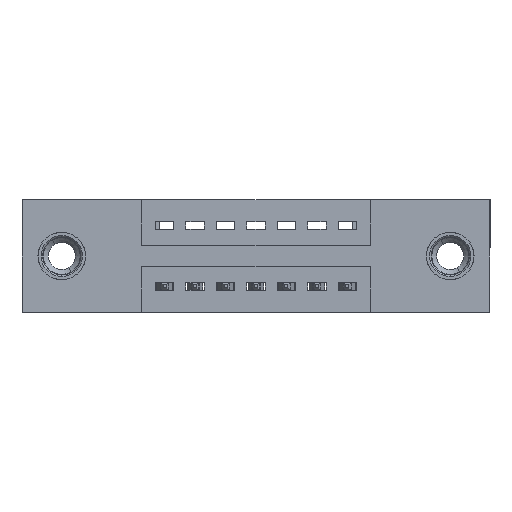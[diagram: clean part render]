
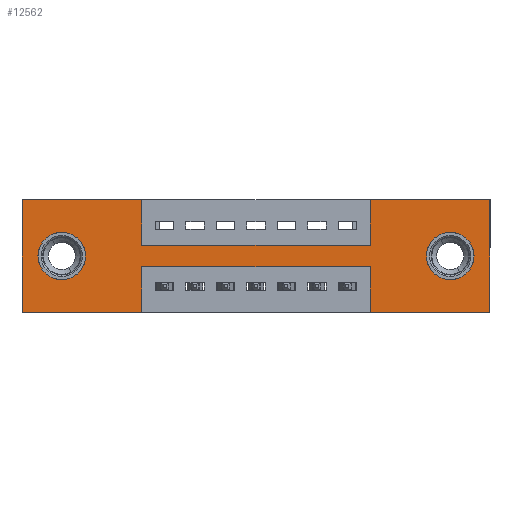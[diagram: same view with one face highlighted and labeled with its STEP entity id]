
A CAD part, front view. The second image highlights one B-rep face of the part: STEP entity #12562.
In plain terms, the highlighted planar face has unit normal (0, -1, 0).
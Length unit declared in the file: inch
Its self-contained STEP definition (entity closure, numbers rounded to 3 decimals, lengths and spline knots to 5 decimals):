
#20 = EDGE_CURVE ( 'NONE', #1939, #2167, #9651, .T. ) ;
#62 = DIRECTION ( 'NONE',  ( 1., 0., 0. ) ) ;
#208 = EDGE_LOOP ( 'NONE', ( #8142, #8431 ) ) ;
#294 = VECTOR ( 'NONE', #3988, 39.37008 ) ;
#316 = CARTESIAN_POINT ( 'NONE',  ( 1.405, 0., -0.107 ) ) ;
#326 = VERTEX_POINT ( 'NONE', #4409 ) ;
#524 = VECTOR ( 'NONE', #1217, 39.37008 ) ;
#726 = ORIENTED_EDGE ( 'NONE', *, *, #3710, .F. ) ;
#815 = AXIS2_PLACEMENT_3D ( 'NONE', #2132, #10064, #8959 ) ;
#819 = DIRECTION ( 'NONE',  ( 0., 1., 0. ) ) ;
#881 = CARTESIAN_POINT ( 'NONE',  ( 0., 0., -0.37 ) ) ;
#1105 = CARTESIAN_POINT ( 'NONE',  ( 0.13, 0., -0.263 ) ) ;
#1130 = CARTESIAN_POINT ( 'NONE',  ( 1.1425, 0., -0.37 ) ) ;
#1198 = EDGE_CURVE ( 'NONE', #3443, #6452, #11935, .T. ) ;
#1217 = DIRECTION ( 'NONE',  ( 0., 0., -1. ) ) ;
#1297 = CARTESIAN_POINT ( 'NONE',  ( 1.1425, 0., -0.15 ) ) ;
#1550 = PLANE ( 'NONE',  #8326 ) ;
#1578 = DIRECTION ( 'NONE',  ( 0., 0., -1. ) ) ;
#1779 = CARTESIAN_POINT ( 'NONE',  ( 1.535, 0., -0.37 ) ) ;
#1823 = CIRCLE ( 'NONE', #8897, 0.078 ) ;
#1917 = VERTEX_POINT ( 'NONE', #316 ) ;
#1939 = VERTEX_POINT ( 'NONE', #4723 ) ;
#1959 = CARTESIAN_POINT ( 'NONE',  ( 1.1425, 0., 0. ) ) ;
#2066 = CARTESIAN_POINT ( 'NONE',  ( 1.1425, 0., -0.37 ) ) ;
#2132 = CARTESIAN_POINT ( 'NONE',  ( 0.13, 0., -0.185 ) ) ;
#2167 = VERTEX_POINT ( 'NONE', #14313 ) ;
#2243 = DIRECTION ( 'NONE',  ( 0., 0., -1. ) ) ;
#2320 = EDGE_CURVE ( 'NONE', #6833, #7298, #3395, .T. ) ;
#2342 = CARTESIAN_POINT ( 'NONE',  ( 0.3925, 0., 0. ) ) ;
#2348 = VERTEX_POINT ( 'NONE', #1105 ) ;
#2795 = CARTESIAN_POINT ( 'NONE',  ( 0.3925, 0., -0.37 ) ) ;
#2814 = CARTESIAN_POINT ( 'NONE',  ( 0.3925, 0., 0. ) ) ;
#2935 = CARTESIAN_POINT ( 'NONE',  ( 1.405, 0., -0.185 ) ) ;
#3066 = ORIENTED_EDGE ( 'NONE', *, *, #9591, .F. ) ;
#3136 = VECTOR ( 'NONE', #9795, 39.37008 ) ;
#3373 = ORIENTED_EDGE ( 'NONE', *, *, #10847, .T. ) ;
#3395 = LINE ( 'NONE', #5716, #524 ) ;
#3443 = VERTEX_POINT ( 'NONE', #2342 ) ;
#3453 = ORIENTED_EDGE ( 'NONE', *, *, #7241, .F. ) ;
#3457 = CIRCLE ( 'NONE', #8221, 0.078 ) ;
#3665 = CARTESIAN_POINT ( 'NONE',  ( 0.3925, 0., -0.15 ) ) ;
#3710 = EDGE_CURVE ( 'NONE', #11295, #3443, #12428, .T. ) ;
#3821 = EDGE_CURVE ( 'NONE', #11899, #11295, #6011, .T. ) ;
#3838 = DIRECTION ( 'NONE',  ( 1., 0., 0. ) ) ;
#3841 = CARTESIAN_POINT ( 'NONE',  ( 1.405, 0., -0.185 ) ) ;
#3988 = DIRECTION ( 'NONE',  ( -1., 0., 0. ) ) ;
#4260 = VECTOR ( 'NONE', #3838, 39.37008 ) ;
#4336 = CARTESIAN_POINT ( 'NONE',  ( 0., 0., -0.37 ) ) ;
#4409 = CARTESIAN_POINT ( 'NONE',  ( 1.1425, 0., -0.22 ) ) ;
#4467 = DIRECTION ( 'NONE',  ( 0., 0., 1. ) ) ;
#4583 = EDGE_CURVE ( 'NONE', #5094, #8678, #5654, .T. ) ;
#4723 = CARTESIAN_POINT ( 'NONE',  ( 0.3925, 0., -0.22 ) ) ;
#4783 = DIRECTION ( 'NONE',  ( 0., 0., 1. ) ) ;
#4861 = VECTOR ( 'NONE', #6133, 39.37008 ) ;
#4939 = LINE ( 'NONE', #7493, #294 ) ;
#5002 = EDGE_CURVE ( 'NONE', #6452, #5094, #9498, .T. ) ;
#5059 = EDGE_CURVE ( 'NONE', #8678, #6833, #5280, .T. ) ;
#5091 = LINE ( 'NONE', #881, #8062 ) ;
#5094 = VERTEX_POINT ( 'NONE', #1297 ) ;
#5280 = LINE ( 'NONE', #5758, #12737 ) ;
#5654 = LINE ( 'NONE', #11915, #7392 ) ;
#5716 = CARTESIAN_POINT ( 'NONE',  ( 1.535, 0., 0. ) ) ;
#5758 = CARTESIAN_POINT ( 'NONE',  ( 0., 0., 0. ) ) ;
#5771 = ORIENTED_EDGE ( 'NONE', *, *, #3821, .F. ) ;
#5831 = EDGE_LOOP ( 'NONE', ( #3373, #14728 ) ) ;
#6011 = LINE ( 'NONE', #10415, #14375 ) ;
#6133 = DIRECTION ( 'NONE',  ( 0., 0., -1. ) ) ;
#6240 = ORIENTED_EDGE ( 'NONE', *, *, #13067, .F. ) ;
#6349 = CARTESIAN_POINT ( 'NONE',  ( 0.3925, 0., -0.15 ) ) ;
#6452 = VERTEX_POINT ( 'NONE', #3665 ) ;
#6644 = VECTOR ( 'NONE', #14031, 39.37008 ) ;
#6741 = DIRECTION ( 'NONE',  ( 0., 1., 0. ) ) ;
#6798 = ORIENTED_EDGE ( 'NONE', *, *, #5002, .F. ) ;
#6833 = VERTEX_POINT ( 'NONE', #12960 ) ;
#6948 = CIRCLE ( 'NONE', #815, 0.078 ) ;
#7046 = EDGE_CURVE ( 'NONE', #8667, #1917, #7256, .T. ) ;
#7080 = CARTESIAN_POINT ( 'NONE',  ( 0.13, 0., -0.107 ) ) ;
#7241 = EDGE_CURVE ( 'NONE', #14450, #326, #14205, .T. ) ;
#7256 = CIRCLE ( 'NONE', #12306, 0.078 ) ;
#7284 = CARTESIAN_POINT ( 'NONE',  ( 0., 0., 0. ) ) ;
#7298 = VERTEX_POINT ( 'NONE', #1779 ) ;
#7392 = VECTOR ( 'NONE', #14539, 39.37008 ) ;
#7493 = CARTESIAN_POINT ( 'NONE',  ( 0.3925, 0., -0.22 ) ) ;
#7509 = EDGE_LOOP ( 'NONE', ( #14179, #14475, #3453, #6240, #14774, #11639, #9807, #6798, #8599, #726, #5771, #3066 ) ) ;
#7985 = FACE_BOUND ( 'NONE', #5831, .T. ) ;
#8062 = VECTOR ( 'NONE', #10978, 39.37008 ) ;
#8142 = ORIENTED_EDGE ( 'NONE', *, *, #11366, .T. ) ;
#8147 = EDGE_CURVE ( 'NONE', #326, #1939, #4939, .T. ) ;
#8221 = AXIS2_PLACEMENT_3D ( 'NONE', #2935, #6741, #2243 ) ;
#8326 = AXIS2_PLACEMENT_3D ( 'NONE', #10985, #9773, #11029 ) ;
#8328 = FACE_OUTER_BOUND ( 'NONE', #7509, .T. ) ;
#8365 = DIRECTION ( 'NONE',  ( 0., 1., 0. ) ) ;
#8431 = ORIENTED_EDGE ( 'NONE', *, *, #11501, .T. ) ;
#8599 = ORIENTED_EDGE ( 'NONE', *, *, #1198, .F. ) ;
#8667 = VERTEX_POINT ( 'NONE', #14169 ) ;
#8678 = VERTEX_POINT ( 'NONE', #1959 ) ;
#8763 = DIRECTION ( 'NONE',  ( 0., 0., 1. ) ) ;
#8897 = AXIS2_PLACEMENT_3D ( 'NONE', #14317, #819, #8763 ) ;
#8959 = DIRECTION ( 'NONE',  ( 0., 0., 1. ) ) ;
#9498 = LINE ( 'NONE', #6349, #3136 ) ;
#9591 = EDGE_CURVE ( 'NONE', #2167, #11899, #5091, .T. ) ;
#9651 = LINE ( 'NONE', #2795, #6644 ) ;
#9773 = DIRECTION ( 'NONE',  ( 0., -1., 0. ) ) ;
#9795 = DIRECTION ( 'NONE',  ( 1., 0., 0. ) ) ;
#9807 = ORIENTED_EDGE ( 'NONE', *, *, #4583, .F. ) ;
#10064 = DIRECTION ( 'NONE',  ( 0., 1., 0. ) ) ;
#10180 = VERTEX_POINT ( 'NONE', #7080 ) ;
#10415 = CARTESIAN_POINT ( 'NONE',  ( 0., 0., 0. ) ) ;
#10640 = LINE ( 'NONE', #4336, #12243 ) ;
#10794 = VECTOR ( 'NONE', #4467, 39.37008 ) ;
#10835 = FACE_BOUND ( 'NONE', #208, .T. ) ;
#10847 = EDGE_CURVE ( 'NONE', #1917, #8667, #3457, .T. ) ;
#10978 = DIRECTION ( 'NONE',  ( -1., 0., 0. ) ) ;
#10985 = CARTESIAN_POINT ( 'NONE',  ( 0., 0., -0.37 ) ) ;
#11029 = DIRECTION ( 'NONE',  ( 0., 0., -1. ) ) ;
#11295 = VERTEX_POINT ( 'NONE', #14065 ) ;
#11366 = EDGE_CURVE ( 'NONE', #10180, #2348, #1823, .T. ) ;
#11501 = EDGE_CURVE ( 'NONE', #2348, #10180, #6948, .T. ) ;
#11639 = ORIENTED_EDGE ( 'NONE', *, *, #5059, .F. ) ;
#11899 = VERTEX_POINT ( 'NONE', #13965 ) ;
#11915 = CARTESIAN_POINT ( 'NONE',  ( 1.1425, 0., 0. ) ) ;
#11935 = LINE ( 'NONE', #2814, #4861 ) ;
#12243 = VECTOR ( 'NONE', #13329, 39.37008 ) ;
#12306 = AXIS2_PLACEMENT_3D ( 'NONE', #3841, #8365, #1578 ) ;
#12428 = LINE ( 'NONE', #7284, #4260 ) ;
#12562 = ADVANCED_FACE ( 'NONE', ( #7985, #10835, #8328 ), #1550, .T. ) ;
#12737 = VECTOR ( 'NONE', #62, 39.37008 ) ;
#12960 = CARTESIAN_POINT ( 'NONE',  ( 1.535, 0., 0. ) ) ;
#13067 = EDGE_CURVE ( 'NONE', #7298, #14450, #10640, .T. ) ;
#13329 = DIRECTION ( 'NONE',  ( -1., 0., 0. ) ) ;
#13965 = CARTESIAN_POINT ( 'NONE',  ( 0., 0., -0.37 ) ) ;
#14031 = DIRECTION ( 'NONE',  ( 0., 0., -1. ) ) ;
#14065 = CARTESIAN_POINT ( 'NONE',  ( 0., 0., 0. ) ) ;
#14169 = CARTESIAN_POINT ( 'NONE',  ( 1.405, 0., -0.263 ) ) ;
#14179 = ORIENTED_EDGE ( 'NONE', *, *, #20, .F. ) ;
#14205 = LINE ( 'NONE', #2066, #10794 ) ;
#14313 = CARTESIAN_POINT ( 'NONE',  ( 0.3925, 0., -0.37 ) ) ;
#14317 = CARTESIAN_POINT ( 'NONE',  ( 0.13, 0., -0.185 ) ) ;
#14375 = VECTOR ( 'NONE', #4783, 39.37008 ) ;
#14450 = VERTEX_POINT ( 'NONE', #1130 ) ;
#14475 = ORIENTED_EDGE ( 'NONE', *, *, #8147, .F. ) ;
#14539 = DIRECTION ( 'NONE',  ( 0., 0., 1. ) ) ;
#14728 = ORIENTED_EDGE ( 'NONE', *, *, #7046, .T. ) ;
#14774 = ORIENTED_EDGE ( 'NONE', *, *, #2320, .F. ) ;
